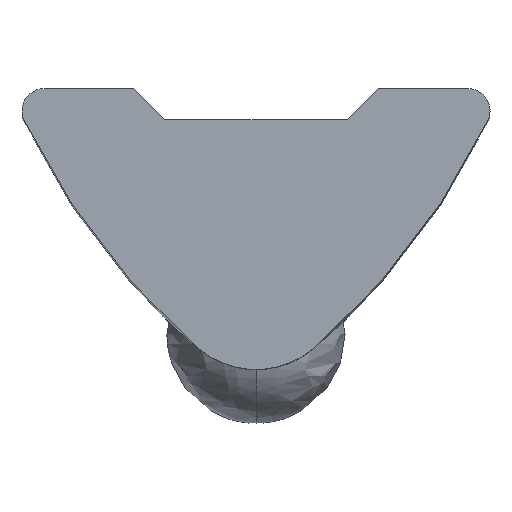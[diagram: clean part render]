
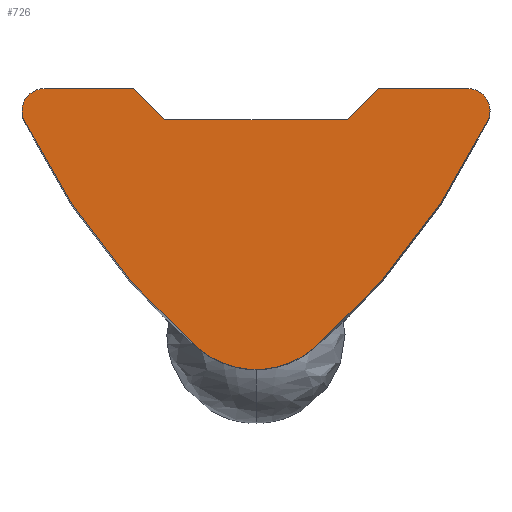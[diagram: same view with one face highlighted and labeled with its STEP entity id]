
A CAD part, top view. The second image highlights one B-rep face of the part: STEP entity #726.
In plain terms, the highlighted planar face has unit normal (0, 0, 1).
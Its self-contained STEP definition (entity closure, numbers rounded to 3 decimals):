
#30 = DIRECTION ( 'NONE',  ( -1., 0., 0. ) ) ;
#41 = CARTESIAN_POINT ( 'NONE',  ( 4.75, -0.5, 8.5 ) ) ;
#70 = VECTOR ( 'NONE', #474, 1000. ) ;
#83 = CARTESIAN_POINT ( 'NONE',  ( -2.75, 0., 8.5 ) ) ;
#97 = DIRECTION ( 'NONE',  ( 0., 0., 1. ) ) ;
#98 = VECTOR ( 'NONE', #306, 1000. ) ;
#99 = CARTESIAN_POINT ( 'NONE',  ( 2.75, 0., 8.5 ) ) ;
#106 = ORIENTED_EDGE ( 'NONE', *, *, #413, .T. ) ;
#110 = ORIENTED_EDGE ( 'NONE', *, *, #324, .T. ) ;
#117 = DIRECTION ( 'NONE',  ( -1., 0., 0. ) ) ;
#120 = VERTEX_POINT ( 'NONE', #169 ) ;
#127 = VERTEX_POINT ( 'NONE', #99 ) ;
#133 = ORIENTED_EDGE ( 'NONE', *, *, #136, .F. ) ;
#136 = EDGE_CURVE ( 'NONE', #120, #747, #358, .T. ) ;
#153 = DIRECTION ( 'NONE',  ( -0.707, 0.707, 0. ) ) ;
#168 = CIRCLE ( 'NONE', #406, 0.5 ) ;
#169 = CARTESIAN_POINT ( 'NONE',  ( 5.2, -0.718, 8.5 ) ) ;
#171 = LINE ( 'NONE', #885, #70 ) ;
#172 = EDGE_CURVE ( 'NONE', #522, #195, #814, .T. ) ;
#194 = ORIENTED_EDGE ( 'NONE', *, *, #853, .T. ) ;
#195 = VERTEX_POINT ( 'NONE', #827 ) ;
#198 = CARTESIAN_POINT ( 'NONE',  ( -4.75, -0.7, 8.5 ) ) ;
#228 = VERTEX_POINT ( 'NONE', #775 ) ;
#235 = VECTOR ( 'NONE', #253, 1000. ) ;
#247 = VECTOR ( 'NONE', #153, 1000. ) ;
#253 = DIRECTION ( 'NONE',  ( -1., 0., 0. ) ) ;
#256 = EDGE_CURVE ( 'NONE', #554, #127, #492, .T. ) ;
#258 = DIRECTION ( 'NONE',  ( 0., 0., -1. ) ) ;
#286 = ORIENTED_EDGE ( 'NONE', *, *, #836, .F. ) ;
#305 = DIRECTION ( 'NONE',  ( 0., 0., -1. ) ) ;
#306 = DIRECTION ( 'NONE',  ( -1., 0., 0. ) ) ;
#308 = CIRCLE ( 'NONE', #925, 0.5 ) ;
#315 = VERTEX_POINT ( 'NONE', #862 ) ;
#317 = DIRECTION ( 'NONE',  ( 0., 0., 1. ) ) ;
#324 = EDGE_CURVE ( 'NONE', #688, #228, #485, .T. ) ;
#327 = VERTEX_POINT ( 'NONE', #797 ) ;
#329 = CARTESIAN_POINT ( 'NONE',  ( -4.75, -0.5, 8.5 ) ) ;
#339 = AXIS2_PLACEMENT_3D ( 'NONE', #566, #848, #637 ) ;
#358 = CIRCLE ( 'NONE', #394, 16. ) ;
#394 = AXIS2_PLACEMENT_3D ( 'NONE', #608, #597, #30 ) ;
#398 = DIRECTION ( 'NONE',  ( 1., 0., 0. ) ) ;
#403 = CARTESIAN_POINT ( 'NONE',  ( -4.75, 0., 8.5 ) ) ;
#406 = AXIS2_PLACEMENT_3D ( 'NONE', #41, #97, #602 ) ;
#413 = EDGE_CURVE ( 'NONE', #772, #522, #812, .T. ) ;
#417 = LINE ( 'NONE', #198, #235 ) ;
#423 = ORIENTED_EDGE ( 'NONE', *, *, #256, .T. ) ;
#432 = EDGE_CURVE ( 'NONE', #120, #554, #168, .T. ) ;
#441 = CIRCLE ( 'NONE', #459, 0.5 ) ;
#450 = EDGE_CURVE ( 'NONE', #315, #195, #308, .T. ) ;
#458 = ORIENTED_EDGE ( 'NONE', *, *, #172, .T. ) ;
#459 = AXIS2_PLACEMENT_3D ( 'NONE', #329, #705, #627 ) ;
#463 = ORIENTED_EDGE ( 'NONE', *, *, #922, .F. ) ;
#474 = DIRECTION ( 'NONE',  ( -0.707, -0.707, 0. ) ) ;
#485 = CIRCLE ( 'NONE', #339, 16. ) ;
#492 = LINE ( 'NONE', #403, #694 ) ;
#498 = AXIS2_PLACEMENT_3D ( 'NONE', #906, #258, #636 ) ;
#503 = EDGE_LOOP ( 'NONE', ( #133, #800, #423, #816, #194, #106, #458, #512, #463, #110, #286 ) ) ;
#512 = ORIENTED_EDGE ( 'NONE', *, *, #450, .F. ) ;
#522 = VERTEX_POINT ( 'NONE', #851 ) ;
#533 = PLANE ( 'NONE',  #684 ) ;
#537 = DIRECTION ( 'NONE',  ( -1., 0., 0. ) ) ;
#550 = FACE_OUTER_BOUND ( 'NONE', #503, .T. ) ;
#554 = VERTEX_POINT ( 'NONE', #628 ) ;
#566 = CARTESIAN_POINT ( 'NONE',  ( 9.203, 6.25, 8.5 ) ) ;
#597 = DIRECTION ( 'NONE',  ( 0., 0., -1. ) ) ;
#602 = DIRECTION ( 'NONE',  ( -1., 0., 0. ) ) ;
#608 = CARTESIAN_POINT ( 'NONE',  ( -9.203, 6.25, 8.5 ) ) ;
#627 = DIRECTION ( 'NONE',  ( -1., 0., 0. ) ) ;
#628 = CARTESIAN_POINT ( 'NONE',  ( 4.75, 0., 8.5 ) ) ;
#636 = DIRECTION ( 'NONE',  ( -1., 0., 0. ) ) ;
#637 = DIRECTION ( 'NONE',  ( -1., 0., 0. ) ) ;
#649 = CIRCLE ( 'NONE', #498, 2. ) ;
#682 = CARTESIAN_POINT ( 'NONE',  ( -4.75, -0.5, 8.5 ) ) ;
#684 = AXIS2_PLACEMENT_3D ( 'NONE', #682, #317, #398 ) ;
#688 = VERTEX_POINT ( 'NONE', #823 ) ;
#694 = VECTOR ( 'NONE', #117, 1000. ) ;
#705 = DIRECTION ( 'NONE',  ( 0., 0., -1. ) ) ;
#726 = ADVANCED_FACE ( 'NONE', ( #550 ), #533, .T. ) ;
#747 = VERTEX_POINT ( 'NONE', #755 ) ;
#750 = CARTESIAN_POINT ( 'NONE',  ( -2.05, -0.7, 8.5 ) ) ;
#755 = CARTESIAN_POINT ( 'NONE',  ( 1.315, -5.807, 8.5 ) ) ;
#772 = VERTEX_POINT ( 'NONE', #750 ) ;
#775 = CARTESIAN_POINT ( 'NONE',  ( -1.315, -5.807, 8.5 ) ) ;
#779 = EDGE_CURVE ( 'NONE', #127, #327, #171, .T. ) ;
#797 = CARTESIAN_POINT ( 'NONE',  ( 2.05, -0.7, 8.5 ) ) ;
#800 = ORIENTED_EDGE ( 'NONE', *, *, #432, .T. ) ;
#812 = LINE ( 'NONE', #83, #247 ) ;
#814 = LINE ( 'NONE', #887, #98 ) ;
#816 = ORIENTED_EDGE ( 'NONE', *, *, #779, .T. ) ;
#823 = CARTESIAN_POINT ( 'NONE',  ( -5.2, -0.718, 8.5 ) ) ;
#827 = CARTESIAN_POINT ( 'NONE',  ( -4.75, 0., 8.5 ) ) ;
#836 = EDGE_CURVE ( 'NONE', #747, #228, #649, .T. ) ;
#848 = DIRECTION ( 'NONE',  ( 0., 0., 1. ) ) ;
#851 = CARTESIAN_POINT ( 'NONE',  ( -2.75, 0., 8.5 ) ) ;
#853 = EDGE_CURVE ( 'NONE', #327, #772, #417, .T. ) ;
#862 = CARTESIAN_POINT ( 'NONE',  ( -5.25, -0.5, 8.5 ) ) ;
#885 = CARTESIAN_POINT ( 'NONE',  ( 2.75, 0., 8.5 ) ) ;
#887 = CARTESIAN_POINT ( 'NONE',  ( -4.75, 0., 8.5 ) ) ;
#900 = CARTESIAN_POINT ( 'NONE',  ( -4.75, -0.5, 8.5 ) ) ;
#906 = CARTESIAN_POINT ( 'NONE',  ( 0., -4.3, 8.5 ) ) ;
#922 = EDGE_CURVE ( 'NONE', #688, #315, #441, .T. ) ;
#925 = AXIS2_PLACEMENT_3D ( 'NONE', #900, #305, #537 ) ;
